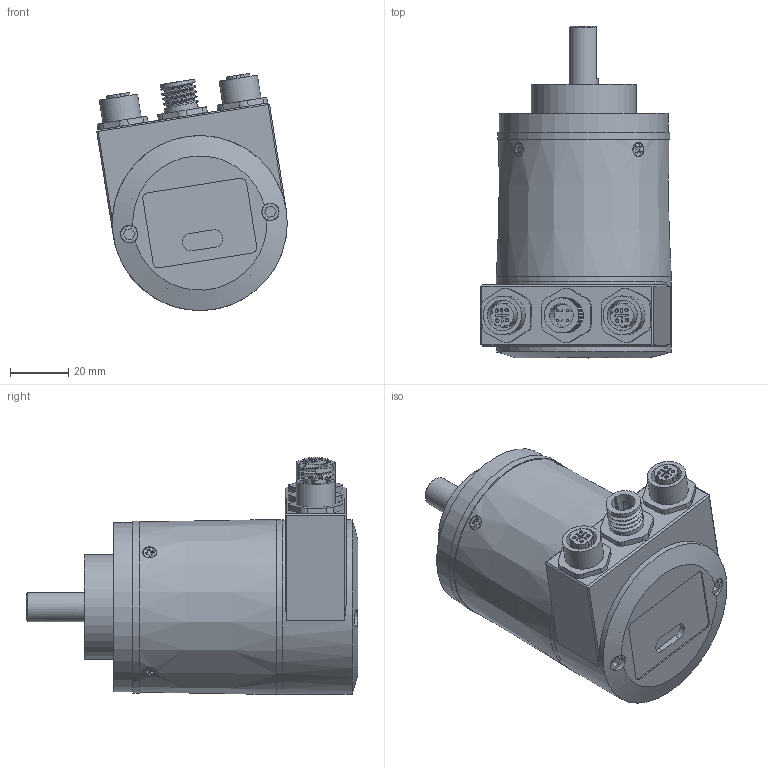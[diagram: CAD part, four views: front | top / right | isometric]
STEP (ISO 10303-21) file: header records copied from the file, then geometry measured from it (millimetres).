
FILE_DESCRIPTION (( 'STEP AP214' ), '1' );
FILE_NAME ('PNMM58C10-BF6XTR-4096-8192ND.STEP', '2024-03-15T06:24:30', ( '' ), ( '' ), 'SwSTEP 2.0', 'SolidWorks 2023', '' );
FILE_SCHEMA (( 'AUTOMOTIVE_DESIGN' ));
Length unit declared in the file: millimetre
Products named in the file (1): PNMM58C10-BF6XTR-4096-8192ND
Bounding box: 65.34 x 113.8 x 81.29 mm (x, y, z)
Volume: 104326.9 mm3; surface area: 70016.1 mm2
Topology: 18 solids, 18 shells, 585 faces, 1394 edges, 922 vertices
Faces by surface type: plane 313, cylinder 242, cone 23, bspline 7
Full cylindrical faces by diameter (mm): 0.8 x4, 1.2 x8, 1.6 x2, 2.05 x12, 2.5 x10, 2.532 x4, 3 x5, 3.26 x4, 3.5 x5, 5.7 x2, 6 x2, 8 x2, 9 x1, 10 x5, 10.5 x2, 12 x12, 13.125 x1, 13.3 x2, 13.391 x1, 14 x3, 20 x3, 22 x2, 22.897 x1, 22.952 x1, 23 x3, 26 x3, 36 x1, 54 x1, 54.9 x2, 56.4 x1
Entity records: 24892 total; most frequent: CARTESIAN_POINT 5203, DIRECTION 2803, ORIENTED_EDGE 2396, EDGE_CURVE 1198, AXIS2_PLACEMENT_3D 1073, VERTEX_POINT 871, EDGE_LOOP 853, FACE_OUTER_BOUND 699
